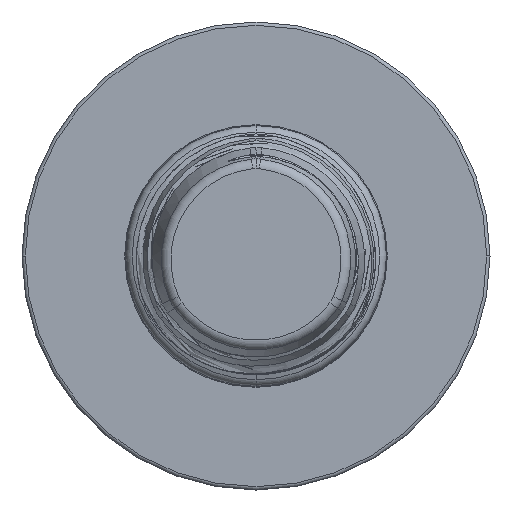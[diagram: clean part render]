
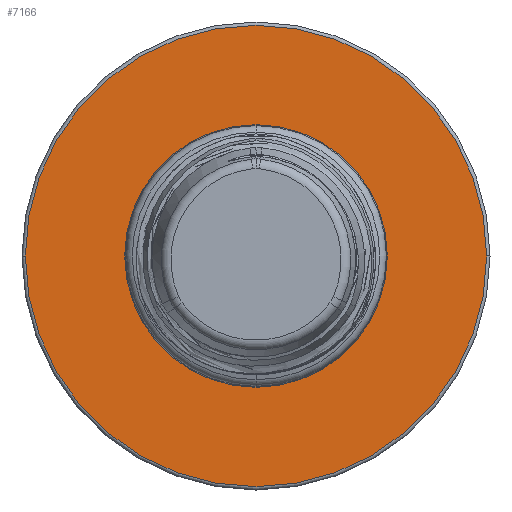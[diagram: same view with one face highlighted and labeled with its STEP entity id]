
A CAD part, front view. The second image highlights one B-rep face of the part: STEP entity #7166.
In plain terms, the highlighted planar face has unit normal (0, -1, 0).
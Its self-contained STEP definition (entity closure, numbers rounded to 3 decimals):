
#473 = DIRECTION ( 'NONE',  ( -1., 0., 0. ) ) ;
#668 = DIRECTION ( 'NONE',  ( -1., 0., 0. ) ) ;
#730 = DIRECTION ( 'NONE',  ( 0., -1., 0. ) ) ;
#822 = EDGE_CURVE ( 'NONE', #5558, #11069, #1756, .T. ) ;
#1376 = ORIENTED_EDGE ( 'NONE', *, *, #822, .T. ) ;
#1756 = CIRCLE ( 'NONE', #4796, 6.9 ) ;
#1861 = DIRECTION ( 'NONE',  ( 0., -1., 0. ) ) ;
#1958 = AXIS2_PLACEMENT_3D ( 'NONE', #8745, #8673, #12182 ) ;
#3042 = CARTESIAN_POINT ( 'NONE',  ( 0., 0., 0. ) ) ;
#3066 = VERTEX_POINT ( 'NONE', #5468 ) ;
#3663 = ORIENTED_EDGE ( 'NONE', *, *, #3874, .F. ) ;
#3874 = EDGE_CURVE ( 'NONE', #3066, #14447, #12278, .T. ) ;
#3877 = CARTESIAN_POINT ( 'NONE',  ( -6.9, 0., 0. ) ) ;
#4141 = DIRECTION ( 'NONE',  ( 1., 0., 0. ) ) ;
#4159 = AXIS2_PLACEMENT_3D ( 'NONE', #3042, #1861, #4141 ) ;
#4458 = EDGE_LOOP ( 'NONE', ( #12551, #1376 ) ) ;
#4638 = AXIS2_PLACEMENT_3D ( 'NONE', #9435, #13910, #473 ) ;
#4796 = AXIS2_PLACEMENT_3D ( 'NONE', #7575, #12194, #668 ) ;
#4958 = CARTESIAN_POINT ( 'NONE',  ( 6.9, 0., 0. ) ) ;
#5468 = CARTESIAN_POINT ( 'NONE',  ( 0., 0., 3.929 ) ) ;
#5558 = VERTEX_POINT ( 'NONE', #4958 ) ;
#5572 = CIRCLE ( 'NONE', #4159, 3.929 ) ;
#6158 = CARTESIAN_POINT ( 'NONE',  ( 0., 0., 0. ) ) ;
#7009 = FACE_BOUND ( 'NONE', #9550, .T. ) ;
#7166 = ADVANCED_FACE ( 'NONE', ( #10382, #7009 ), #9582, .F. ) ;
#7575 = CARTESIAN_POINT ( 'NONE',  ( 0., 0., 0. ) ) ;
#7582 = EDGE_CURVE ( 'NONE', #11069, #5558, #12144, .T. ) ;
#8673 = DIRECTION ( 'NONE',  ( 0., -1., 0. ) ) ;
#8745 = CARTESIAN_POINT ( 'NONE',  ( 0., 0., 0. ) ) ;
#9435 = CARTESIAN_POINT ( 'NONE',  ( -1.056, 0., 0. ) ) ;
#9547 = DIRECTION ( 'NONE',  ( -1., 0., 0. ) ) ;
#9550 = EDGE_LOOP ( 'NONE', ( #3663, #11743 ) ) ;
#9582 = PLANE ( 'NONE',  #4638 ) ;
#10382 = FACE_OUTER_BOUND ( 'NONE', #4458, .T. ) ;
#10738 = AXIS2_PLACEMENT_3D ( 'NONE', #6158, #730, #9547 ) ;
#10942 = CARTESIAN_POINT ( 'NONE',  ( 0., 0., -3.929 ) ) ;
#11069 = VERTEX_POINT ( 'NONE', #3877 ) ;
#11743 = ORIENTED_EDGE ( 'NONE', *, *, #13195, .F. ) ;
#12144 = CIRCLE ( 'NONE', #10738, 6.9 ) ;
#12182 = DIRECTION ( 'NONE',  ( 1., 0., 0. ) ) ;
#12194 = DIRECTION ( 'NONE',  ( 0., -1., 0. ) ) ;
#12278 = CIRCLE ( 'NONE', #1958, 3.929 ) ;
#12551 = ORIENTED_EDGE ( 'NONE', *, *, #7582, .T. ) ;
#13195 = EDGE_CURVE ( 'NONE', #14447, #3066, #5572, .T. ) ;
#13910 = DIRECTION ( 'NONE',  ( 0., 1., 0. ) ) ;
#14447 = VERTEX_POINT ( 'NONE', #10942 ) ;
